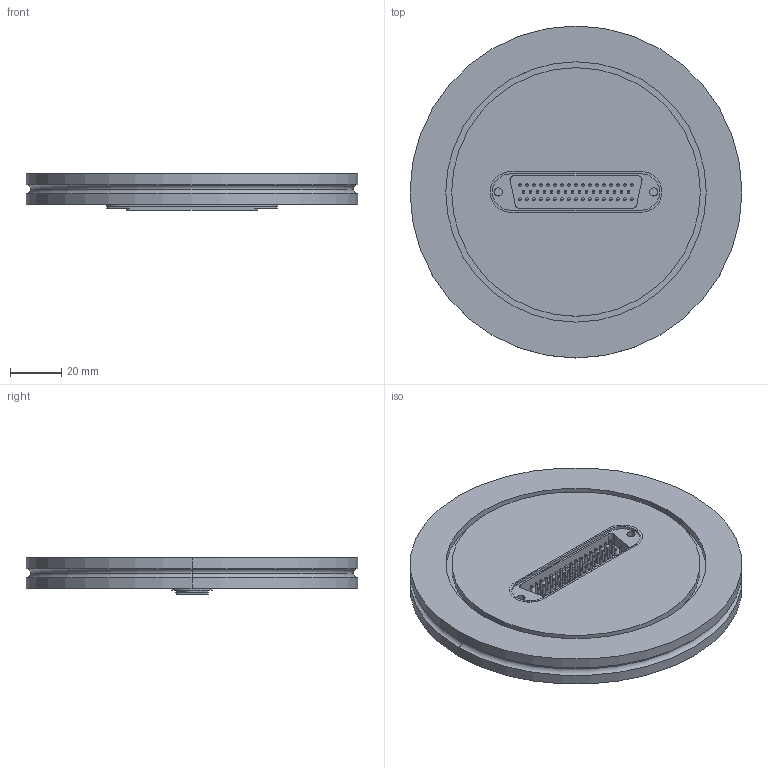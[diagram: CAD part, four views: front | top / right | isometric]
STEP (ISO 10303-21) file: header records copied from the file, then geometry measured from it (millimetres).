
FILE_DESCRIPTION (( 'STEP AP203' ), '1' );
FILE_NAME ('A1529-4-QF.STEP', '2013-04-12T12:22:38', ( '' ), ( '' ), 'SwSTEP 2.0', 'SolidWorks 2012', '' );
FILE_SCHEMA (( 'CONFIG_CONTROL_DESIGN' ));
Length unit declared in the file: inch
Products named in the file (1): A1529-4-QF
Bounding box: 130.05 x 130.05 x 14.25 mm (x, y, z)
Volume: 145861.3 mm3; surface area: 38958.7 mm2
Topology: 1 solids, 1 shells, 600 faces, 1246 edges, 762 vertices
Faces by surface type: cylinder 254, torus 204, plane 142
Entity records: 16281 total; most frequent: DIRECTION 3354, CARTESIAN_POINT 2628, ORIENTED_EDGE 2492, AXIS2_PLACEMENT_3D 1512, EDGE_CURVE 1246, CIRCLE 911, VERTEX_POINT 762, EDGE_LOOP 714
